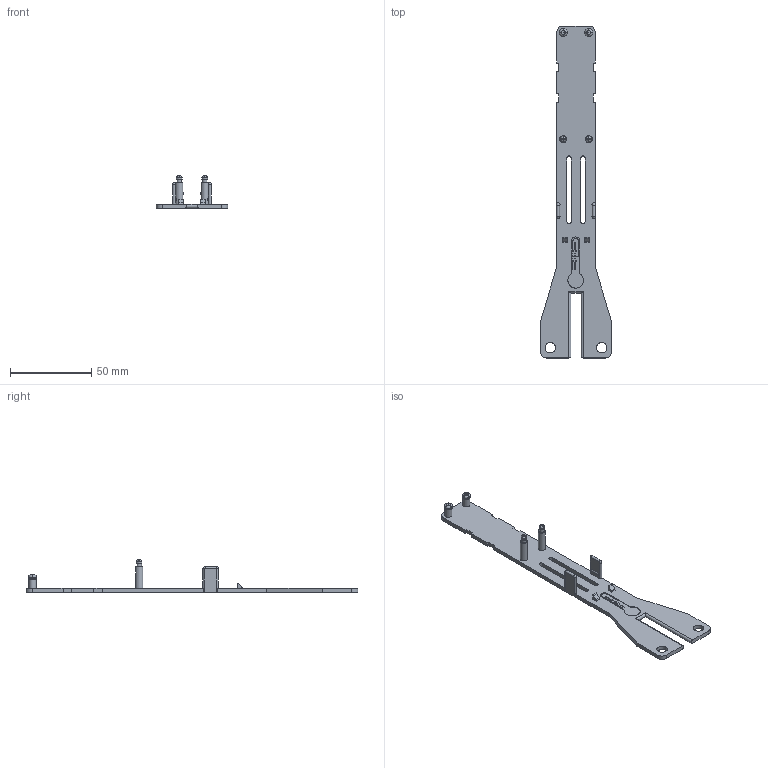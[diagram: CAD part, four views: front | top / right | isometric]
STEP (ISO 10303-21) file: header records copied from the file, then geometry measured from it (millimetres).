
FILE_DESCRIPTION(/* description */ ('STEP AP242','CAx-IF Rec.Pracs.---Representation and Presentation of Product Manufacturing Information (PMI)---4.0---2014-10-13','CAx-IF Rec.Pracs.---3D Tessellated Geometry---0.4---2014-09-14','2;1'),/* implementation_level */ '2;1');
FILE_NAME(/* name */ '666d11f3cd9bd3671768cad4',/* time_stamp */ '2024-06-15T04:00:52Z',/* author */ (''),/* organization */ (''),/* preprocessor_version */ 'ST-DEVELOPER v20',/* originating_system */ ' ',/* authorisation */ ' ');
FILE_SCHEMA (('AP242_MANAGED_MODEL_BASED_3D_ENGINEERING_MIM_LF { 1 0 10303 442 1 1 4 }'));
Length unit declared in the file: metre
Products named in the file (4): Base; LEDLightguideL; BasePlate; LEDLightguideR
Assembly tree (3 placements, depth 2):
  Base
    LEDLightguideL
    BasePlate
    LEDLightguideR
Bounding box: 44.2 x 204.87 x 20.07 mm (x, y, z)
Volume: 13857.6 mm3; surface area: 13752.6 mm2
Topology: 3 solids, 3 shells, 550 faces, 1527 edges, 1021 vertices
Faces by surface type: plane 451, cylinder 47, torus 36, bspline 16
Full cylindrical faces by diameter (mm): 2.921 x2, 4.445 x4, 6.35 x2
Entity records: 17592 total; most frequent: CARTESIAN_POINT 3488, ORIENTED_EDGE 3032, DIRECTION 2654, EDGE_CURVE 1516, LINE 1262, VECTOR 1262, VERTEX_POINT 1018, AXIS2_PLACEMENT_3D 696
